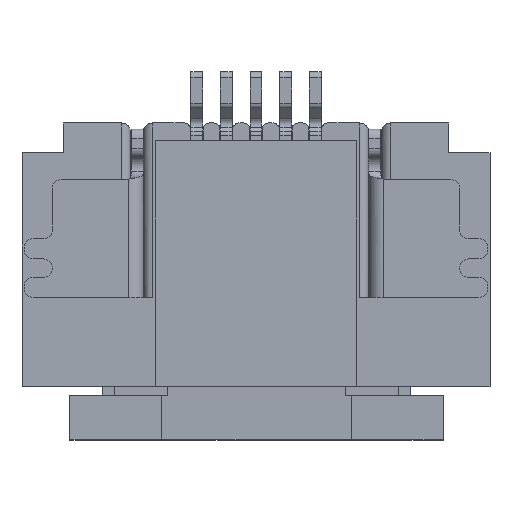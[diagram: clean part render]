
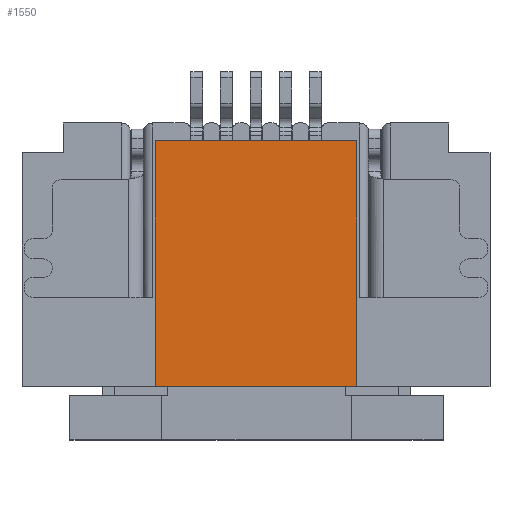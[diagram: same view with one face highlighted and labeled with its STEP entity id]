
A CAD part, top view. The second image highlights one B-rep face of the part: STEP entity #1550.
In plain terms, the highlighted planar face has unit normal (0, 0, 1).
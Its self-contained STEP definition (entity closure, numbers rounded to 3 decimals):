
#1550=ADVANCED_FACE('',(#2869),#2110,.F.);
#2110=PLANE('',#17200);
#2869=FACE_OUTER_BOUND('',#3684,.T.);
#3684=EDGE_LOOP('',(#7268,#7269,#7270,#7271));
#7268=ORIENTED_EDGE('',*,*,#11874,.F.);
#7269=ORIENTED_EDGE('',*,*,#11878,.T.);
#7270=ORIENTED_EDGE('',*,*,#11879,.F.);
#7271=ORIENTED_EDGE('',*,*,#11880,.F.);
#9752=VERTEX_POINT('',#25867);
#9753=VERTEX_POINT('',#25869);
#9756=VERTEX_POINT('',#25877);
#9757=VERTEX_POINT('',#25879);
#11874=EDGE_CURVE('',#9752,#9753,#13741,.T.);
#11878=EDGE_CURVE('',#9752,#9756,#13745,.T.);
#11879=EDGE_CURVE('',#9757,#9756,#13746,.T.);
#11880=EDGE_CURVE('',#9753,#9757,#13747,.T.);
#13741=LINE('',#25868,#15548);
#13745=LINE('',#25876,#15552);
#13746=LINE('',#25878,#15553);
#13747=LINE('',#25880,#15554);
#15548=VECTOR('',#20774,1.);
#15552=VECTOR('',#20780,1.);
#15553=VECTOR('',#20781,1.);
#15554=VECTOR('',#20782,1.);
#17200=AXIS2_PLACEMENT_3D('',#25881,#20783,#20784);
#20774=DIRECTION('',(1.,0.,0.));
#20780=DIRECTION('',(0.,-1.,0.));
#20781=DIRECTION('',(-1.,0.,0.));
#20782=DIRECTION('',(0.,-1.,0.));
#20783=DIRECTION('',(0.,0.,-1.));
#20784=DIRECTION('',(-1.,0.,0.));
#25867=CARTESIAN_POINT('',(-2.95,-0.3,1.695));
#25868=CARTESIAN_POINT('',(-4.36,-0.3,1.695));
#25869=CARTESIAN_POINT('',(0.45,-0.3,1.695));
#25876=CARTESIAN_POINT('',(-2.95,3.328,1.695));
#25877=CARTESIAN_POINT('',(-2.95,-4.45,1.695));
#25878=CARTESIAN_POINT('',(3.2,-4.45,1.695));
#25879=CARTESIAN_POINT('',(0.45,-4.45,1.695));
#25880=CARTESIAN_POINT('',(0.45,3.328,1.695));
#25881=CARTESIAN_POINT('',(1.52,-0.15,1.695));
